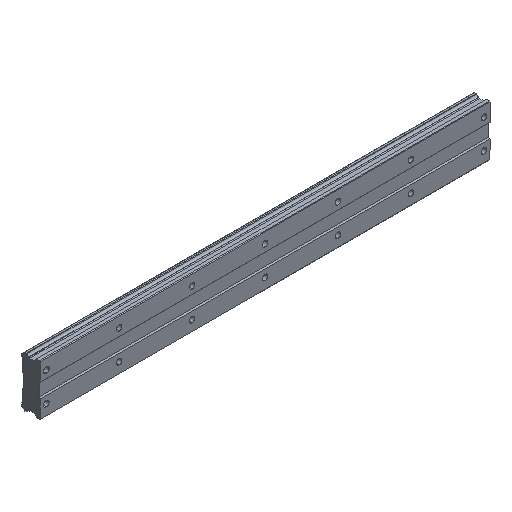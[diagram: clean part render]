
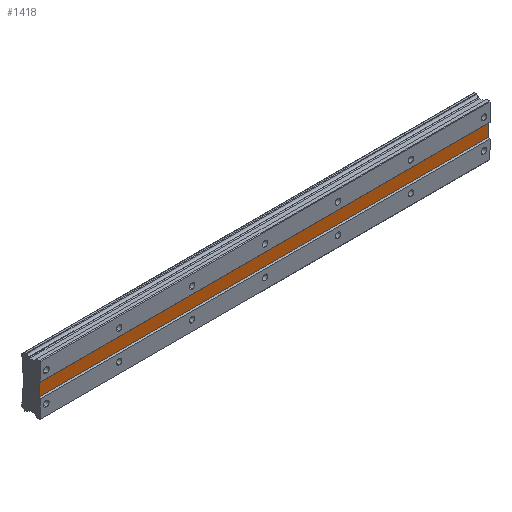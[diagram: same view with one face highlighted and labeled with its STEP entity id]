
A CAD part, isometric view. The second image highlights one B-rep face of the part: STEP entity #1418.
In plain terms, the highlighted planar face has unit normal (0, -1, 0).
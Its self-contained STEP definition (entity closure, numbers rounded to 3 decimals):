
#48 = DIRECTION ( 'NONE',  ( 0., 0., -1. ) ) ;
#184 = LINE ( 'NONE', #2268, #444 ) ;
#234 = VERTEX_POINT ( 'NONE', #1052 ) ;
#292 = LINE ( 'NONE', #2362, #3016 ) ;
#325 = CARTESIAN_POINT ( 'NONE',  ( -5., 1., 5. ) ) ;
#444 = VECTOR ( 'NONE', #3321, 1000. ) ;
#472 = CARTESIAN_POINT ( 'NONE',  ( -5., 1., -5. ) ) ;
#493 = VERTEX_POINT ( 'NONE', #3029 ) ;
#505 = EDGE_CURVE ( 'NONE', #733, #1837, #2530, .T. ) ;
#733 = VERTEX_POINT ( 'NONE', #325 ) ;
#771 = EDGE_CURVE ( 'NONE', #733, #234, #1885, .T. ) ;
#790 = VECTOR ( 'NONE', #1951, 1000. ) ;
#819 = DIRECTION ( 'NONE',  ( 1., 0., 0. ) ) ;
#881 = ORIENTED_EDGE ( 'NONE', *, *, #505, .T. ) ;
#948 = CARTESIAN_POINT ( 'NONE',  ( 365., 1., 5. ) ) ;
#949 = ORIENTED_EDGE ( 'NONE', *, *, #1591, .F. ) ;
#1052 = CARTESIAN_POINT ( 'NONE',  ( 365., 1., 5. ) ) ;
#1264 = ORIENTED_EDGE ( 'NONE', *, *, #1757, .T. ) ;
#1418 = ADVANCED_FACE ( 'NONE', ( #1976 ), #1723, .F. ) ;
#1579 = CARTESIAN_POINT ( 'NONE',  ( 365., 1., 5. ) ) ;
#1591 = EDGE_CURVE ( 'NONE', #234, #493, #292, .T. ) ;
#1657 = VECTOR ( 'NONE', #819, 1000. ) ;
#1723 = PLANE ( 'NONE',  #2767 ) ;
#1754 = DIRECTION ( 'NONE',  ( 0., 1., 0. ) ) ;
#1757 = EDGE_CURVE ( 'NONE', #1837, #493, #184, .T. ) ;
#1837 = VERTEX_POINT ( 'NONE', #472 ) ;
#1885 = LINE ( 'NONE', #1579, #1657 ) ;
#1912 = ORIENTED_EDGE ( 'NONE', *, *, #771, .F. ) ;
#1951 = DIRECTION ( 'NONE',  ( 0., 0., -1. ) ) ;
#1976 = FACE_OUTER_BOUND ( 'NONE', #2562, .T. ) ;
#2229 = CARTESIAN_POINT ( 'NONE',  ( -5., 1., 20.827 ) ) ;
#2268 = CARTESIAN_POINT ( 'NONE',  ( 365., 1., -5. ) ) ;
#2362 = CARTESIAN_POINT ( 'NONE',  ( 365., 1., 20.827 ) ) ;
#2530 = LINE ( 'NONE', #2229, #790 ) ;
#2562 = EDGE_LOOP ( 'NONE', ( #1264, #949, #1912, #881 ) ) ;
#2767 = AXIS2_PLACEMENT_3D ( 'NONE', #948, #1754, #2819 ) ;
#2819 = DIRECTION ( 'NONE',  ( 0., 0., 1. ) ) ;
#3016 = VECTOR ( 'NONE', #48, 1000. ) ;
#3029 = CARTESIAN_POINT ( 'NONE',  ( 365., 1., -5. ) ) ;
#3321 = DIRECTION ( 'NONE',  ( 1., 0., 0. ) ) ;
